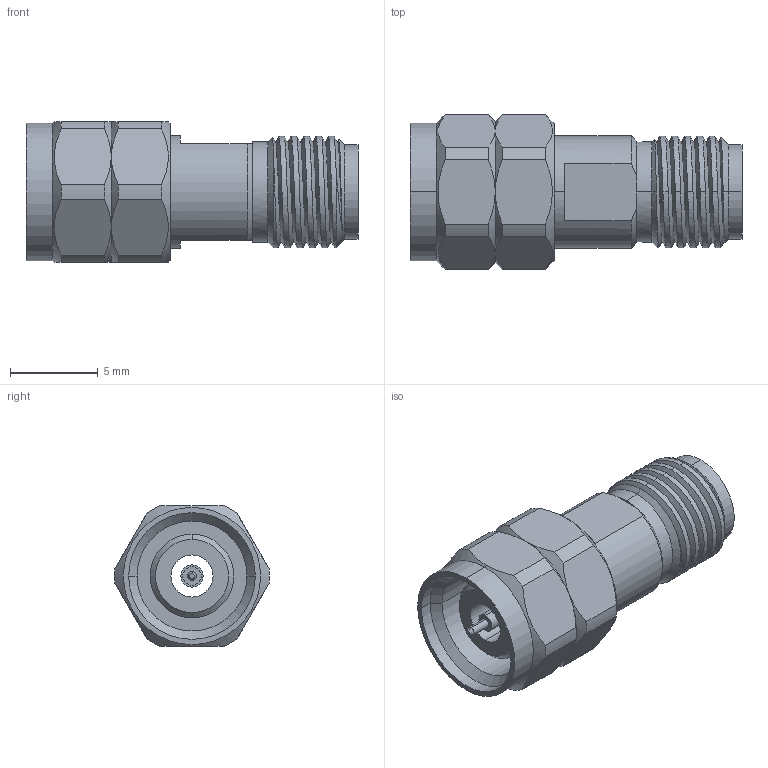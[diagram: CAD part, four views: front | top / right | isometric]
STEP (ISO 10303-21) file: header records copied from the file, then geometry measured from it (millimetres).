
FILE_DESCRIPTION (( 'STEP AP214' ), '1' );
FILE_NAME ('2.4-2.92-JK.STEP', '2022-11-15T02:44:33', ( '' ), ( '' ), 'SwSTEP 2.0', 'SolidWorks 2013', '' );
FILE_SCHEMA (( 'AUTOMOTIVE_DESIGN' ));
Length unit declared in the file: millimetre
Products named in the file (6): 8.930.O.001; 8.034.C.019; 8.247.204 - sz01; 7.748.C.010; 7.745.c.005; 2.4-2.92-JK
Assembly tree (5 placements, depth 2):
  2.4-2.92-JK
    8.034.C.019
    7.745.c.005
    8.247.204 - sz01
    8.930.O.001
    7.748.C.010
Bounding box: 18.88 x 8.8 x 8 mm (x, y, z)
Volume: 392.2 mm3; surface area: 1327.9 mm2
Topology: 6 solids, 6 shells, 172 faces, 405 edges, 254 vertices
Faces by surface type: cylinder 76, plane 60, cone 34, bspline 2
Entity records: 5986 total; most frequent: CARTESIAN_POINT 1802, DIRECTION 859, ORIENTED_EDGE 810, EDGE_CURVE 405, AXIS2_PLACEMENT_3D 350, VERTEX_POINT 254, EDGE_LOOP 189, ADVANCED_FACE 172
